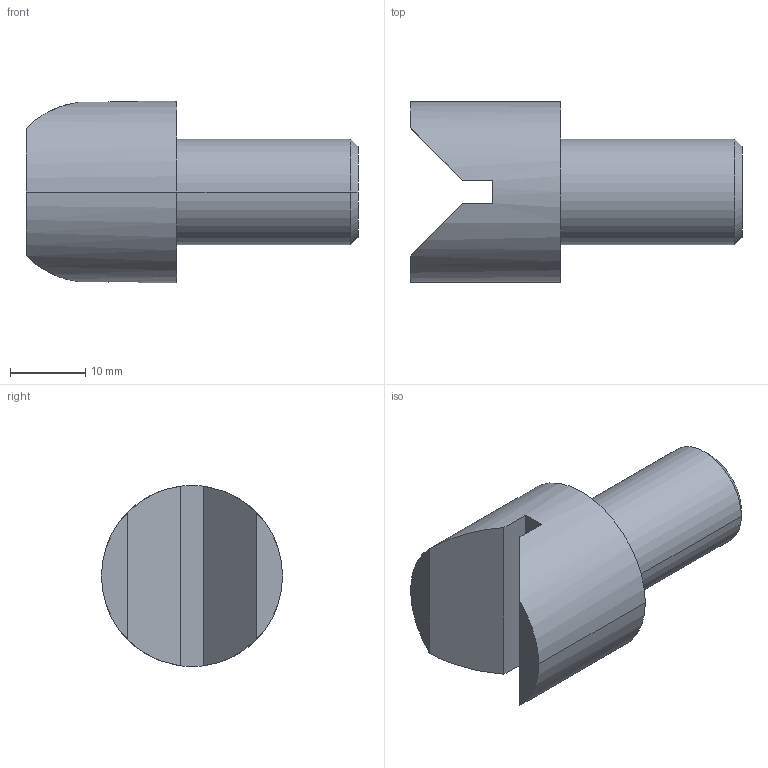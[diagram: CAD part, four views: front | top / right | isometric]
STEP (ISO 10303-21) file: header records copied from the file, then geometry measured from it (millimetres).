
FILE_DESCRIPTION( ( '' ), '1' );
FILE_NAME( 'K0020.04_0.stp', '2012-10-29T13:02:04', ( '' ), ( '' ), ' ', ' ', ' ' );
FILE_SCHEMA( ( 'CONFIG_CONTROL_DESIGN' ) );
Length unit declared in the file: millimetre
Products named in the file (1): 1
Bounding box: 44 x 24 x 24 mm (x, y, z)
Volume: 10830.8 mm3; surface area: 3584.3 mm2
Topology: 1 solids, 1 shells, 15 faces, 34 edges, 22 vertices
Faces by surface type: plane 9, cylinder 4, cone 2
Entity records: 474 total; most frequent: DIRECTION 84, CARTESIAN_POINT 72, ORIENTED_EDGE 68, AXIS2_PLACEMENT_3D 34, EDGE_CURVE 34, VERTEX_POINT 22, EDGE_LOOP 16, LINE 16
